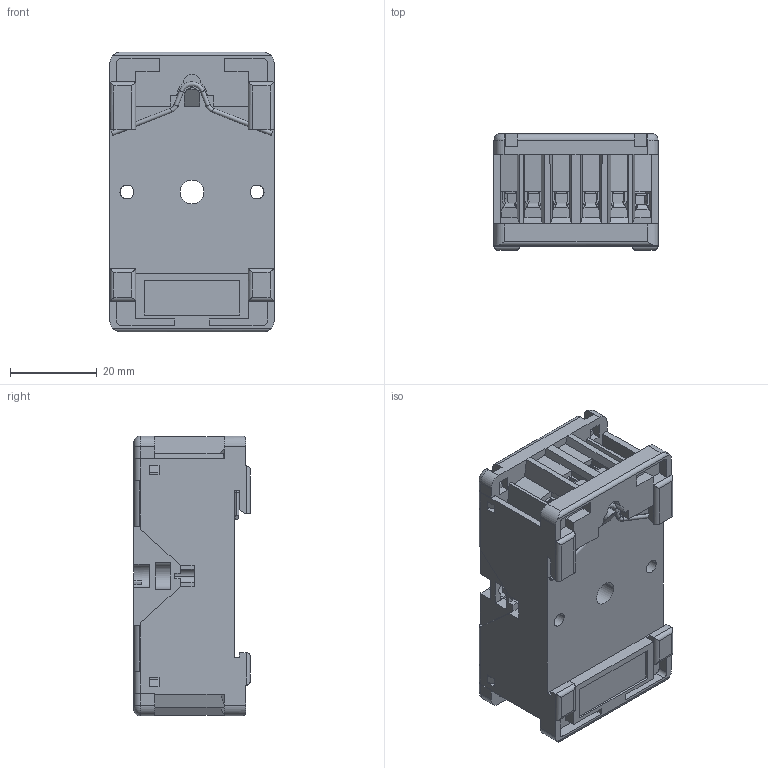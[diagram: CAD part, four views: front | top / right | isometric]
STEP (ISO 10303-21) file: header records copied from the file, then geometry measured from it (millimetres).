
FILE_DESCRIPTION (( 'STEP AP214' ), '1' );
FILE_NAME ('PYF-039BE_M.STEP', '2021-02-09T06:20:35', ( 'managet2' ), ( '' ), 'SwSTEP 2.0', 'SolidWorks 2016', '' );
FILE_SCHEMA (( 'AUTOMOTIVE_DESIGN' ));
Length unit declared in the file: millimetre
Products named in the file (15): 咈懤錪-1; PYF-039BE_M-1; PYF-039BE_M
Assembly tree (12 placements, depth 2):
  咈懤錪-1
  咈懤錪-1
  咈懤錪-1
  咈懤錪-1
  咈懤錪-1
Bounding box: 37.8 x 26.8 x 64.5 mm (x, y, z)
Surface area: 22087.3 mm2 (no closed solid volume)
Topology: 0 solids, 46 shells, 2393 faces, 6395 edges, 4123 vertices
Faces by surface type: plane 1883, cylinder 435, bspline 49, cone 22, torus 4
Entity records: 31091 total; most frequent: CARTESIAN_POINT 6755, ORIENTED_EDGE 5130, DIRECTION 4875, EDGE_CURVE 2565, VECTOR 1885, LINE 1885, VERTEX_POINT 1673, AXIS2_PLACEMENT_3D 1495
